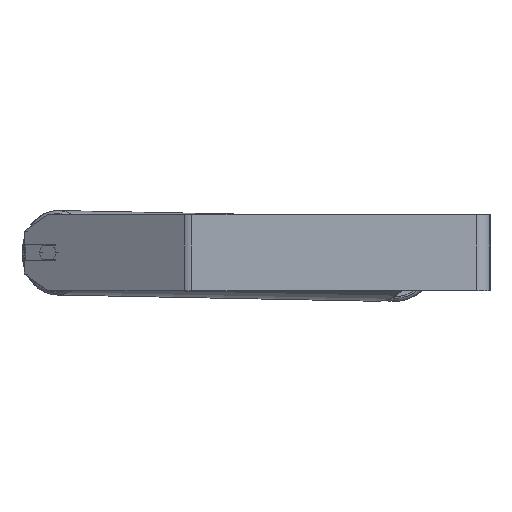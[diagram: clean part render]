
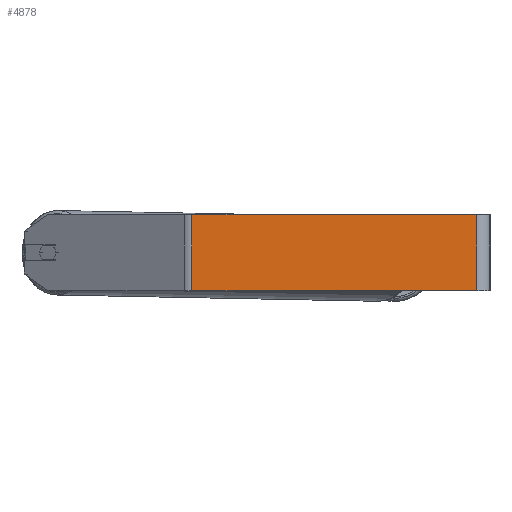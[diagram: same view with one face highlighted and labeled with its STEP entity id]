
A CAD part, left-side view. The second image highlights one B-rep face of the part: STEP entity #4878.
In plain terms, the highlighted planar face has unit normal (-1, 0, 0).
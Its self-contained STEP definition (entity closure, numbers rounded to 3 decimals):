
#60 = CARTESIAN_POINT ( 'NONE',  ( -945., 14., 40. ) ) ;
#114 = DIRECTION ( 'NONE',  ( 0., 0., -1. ) ) ;
#782 = VERTEX_POINT ( 'NONE', #2631 ) ;
#912 = ORIENTED_EDGE ( 'NONE', *, *, #3445, .F. ) ;
#941 = DIRECTION ( 'NONE',  ( 1., 0., 0. ) ) ;
#1267 = ORIENTED_EDGE ( 'NONE', *, *, #3397, .T. ) ;
#1460 = CARTESIAN_POINT ( 'NONE',  ( -945., 314.08, -40. ) ) ;
#1679 = VECTOR ( 'NONE', #5613, 1000. ) ;
#2392 = VERTEX_POINT ( 'NONE', #7628 ) ;
#2583 = DIRECTION ( 'NONE',  ( 0., -1., 0. ) ) ;
#2631 = CARTESIAN_POINT ( 'NONE',  ( -945., 314.08, 40. ) ) ;
#3343 = AXIS2_PLACEMENT_3D ( 'NONE', #4922, #941, #7633 ) ;
#3397 = EDGE_CURVE ( 'NONE', #3893, #4676, #7899, .T. ) ;
#3445 = EDGE_CURVE ( 'NONE', #2392, #4676, #8211, .T. ) ;
#3561 = PLANE ( 'NONE',  #3343 ) ;
#3893 = VERTEX_POINT ( 'NONE', #1460 ) ;
#4098 = LINE ( 'NONE', #8261, #5921 ) ;
#4196 = LINE ( 'NONE', #6906, #1679 ) ;
#4585 = CARTESIAN_POINT ( 'NONE',  ( -945., 14., -40. ) ) ;
#4676 = VERTEX_POINT ( 'NONE', #4585 ) ;
#4878 = ADVANCED_FACE ( 'NONE', ( #5681 ), #3561, .F. ) ;
#4922 = CARTESIAN_POINT ( 'NONE',  ( -945., 318.495, 40. ) ) ;
#5303 = ORIENTED_EDGE ( 'NONE', *, *, #6538, .F. ) ;
#5450 = DIRECTION ( 'NONE',  ( 0., 0., -1. ) ) ;
#5613 = DIRECTION ( 'NONE',  ( 0., -1., 0. ) ) ;
#5681 = FACE_OUTER_BOUND ( 'NONE', #7262, .T. ) ;
#5903 = CARTESIAN_POINT ( 'NONE',  ( -945., 318.495, -40. ) ) ;
#5921 = VECTOR ( 'NONE', #114, 1000. ) ;
#6538 = EDGE_CURVE ( 'NONE', #782, #2392, #4196, .T. ) ;
#6856 = VECTOR ( 'NONE', #5450, 1000. ) ;
#6906 = CARTESIAN_POINT ( 'NONE',  ( -945., 318.495, 40. ) ) ;
#7001 = EDGE_CURVE ( 'NONE', #782, #3893, #4098, .T. ) ;
#7262 = EDGE_LOOP ( 'NONE', ( #1267, #912, #5303, #7764 ) ) ;
#7628 = CARTESIAN_POINT ( 'NONE',  ( -945., 14., 40. ) ) ;
#7633 = DIRECTION ( 'NONE',  ( 0., 0., -1. ) ) ;
#7764 = ORIENTED_EDGE ( 'NONE', *, *, #7001, .T. ) ;
#7849 = VECTOR ( 'NONE', #2583, 1000. ) ;
#7899 = LINE ( 'NONE', #5903, #7849 ) ;
#8211 = LINE ( 'NONE', #60, #6856 ) ;
#8261 = CARTESIAN_POINT ( 'NONE',  ( -945., 314.08, 40. ) ) ;
